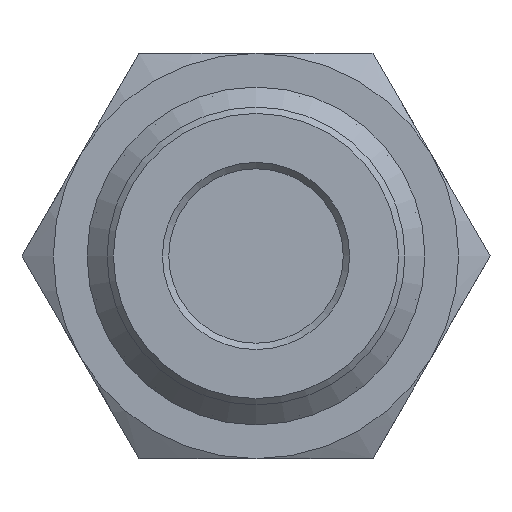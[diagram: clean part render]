
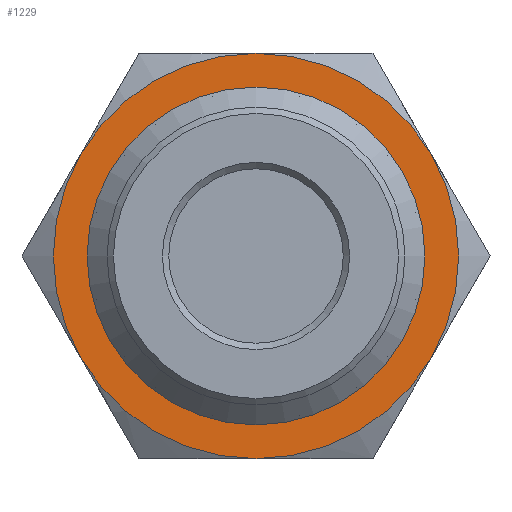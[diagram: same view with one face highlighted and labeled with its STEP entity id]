
A CAD part, left-side view. The second image highlights one B-rep face of the part: STEP entity #1229.
In plain terms, the highlighted face is planar.
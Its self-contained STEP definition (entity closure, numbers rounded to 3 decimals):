
#1133=CARTESIAN_POINT('',(5.,0.,7.775));
#1134=VERTEX_POINT('',#1133);
#1135=CARTESIAN_POINT('',(5.,0.,0.0));
#1136=DIRECTION('',(1.0,0.0,0.0));
#1137=DIRECTION('',(0.0,0.0,-1.0));
#1138=AXIS2_PLACEMENT_3D('',#1135,#1136,#1137);
#1139=CIRCLE('',#1138,7.775);
#1140=EDGE_CURVE('',#1134,#1134,#1139,.T.);
#1165=CARTESIAN_POINT('',(5.,4.763,0.0));
#1166=DIRECTION('',(1.0,0.0,0.0));
#1167=DIRECTION('',(0.0,0.0,-1.0));
#1168=AXIS2_PLACEMENT_3D('',#1165,#1166,#1167);
#1169=PLANE('',#1168);
#1170=CARTESIAN_POINT('',(5.,8.249,4.762));
#1171=VERTEX_POINT('',#1170);
#1172=CARTESIAN_POINT('',(5.,0.,9.525));
#1173=VERTEX_POINT('',#1172);
#1174=CARTESIAN_POINT('',(5.,0.0,0.0));
#1175=DIRECTION('',(1.0,0.0,0.0));
#1176=DIRECTION('',(0.0,1.0,0.0));
#1177=AXIS2_PLACEMENT_3D('',#1174,#1175,#1176);
#1178=CIRCLE('',#1177,9.525);
#1179=EDGE_CURVE('',#1171,#1173,#1178,.T.);
#1180=ORIENTED_EDGE('',*,*,#1179,.T.);
#1181=CARTESIAN_POINT('',(5.,-8.249,4.763));
#1182=VERTEX_POINT('',#1181);
#1183=CARTESIAN_POINT('',(5.,0.0,0.0));
#1184=DIRECTION('',(1.0,0.0,0.0));
#1185=DIRECTION('',(0.0,1.0,0.0));
#1186=AXIS2_PLACEMENT_3D('',#1183,#1184,#1185);
#1187=CIRCLE('',#1186,9.525);
#1188=EDGE_CURVE('',#1173,#1182,#1187,.T.);
#1189=ORIENTED_EDGE('',*,*,#1188,.T.);
#1190=CARTESIAN_POINT('',(5.,-8.249,-4.762));
#1191=VERTEX_POINT('',#1190);
#1192=CARTESIAN_POINT('',(5.,0.0,0.0));
#1193=DIRECTION('',(1.0,0.0,0.0));
#1194=DIRECTION('',(0.0,1.0,0.0));
#1195=AXIS2_PLACEMENT_3D('',#1192,#1193,#1194);
#1196=CIRCLE('',#1195,9.525);
#1197=EDGE_CURVE('',#1182,#1191,#1196,.T.);
#1198=ORIENTED_EDGE('',*,*,#1197,.T.);
#1199=CARTESIAN_POINT('',(5.,0.,-9.525));
#1200=VERTEX_POINT('',#1199);
#1201=CARTESIAN_POINT('',(5.,0.0,0.0));
#1202=DIRECTION('',(1.0,0.0,0.0));
#1203=DIRECTION('',(0.0,1.0,0.0));
#1204=AXIS2_PLACEMENT_3D('',#1201,#1202,#1203);
#1205=CIRCLE('',#1204,9.525);
#1206=EDGE_CURVE('',#1191,#1200,#1205,.T.);
#1207=ORIENTED_EDGE('',*,*,#1206,.T.);
#1208=CARTESIAN_POINT('',(5.,8.249,-4.763));
#1209=VERTEX_POINT('',#1208);
#1210=CARTESIAN_POINT('',(5.,0.0,0.0));
#1211=DIRECTION('',(1.0,0.0,0.0));
#1212=DIRECTION('',(0.0,1.0,0.0));
#1213=AXIS2_PLACEMENT_3D('',#1210,#1211,#1212);
#1214=CIRCLE('',#1213,9.525);
#1215=EDGE_CURVE('',#1200,#1209,#1214,.T.);
#1216=ORIENTED_EDGE('',*,*,#1215,.T.);
#1217=CARTESIAN_POINT('',(5.,0.0,0.0));
#1218=DIRECTION('',(1.0,0.0,0.0));
#1219=DIRECTION('',(0.0,1.0,0.0));
#1220=AXIS2_PLACEMENT_3D('',#1217,#1218,#1219);
#1221=CIRCLE('',#1220,9.525);
#1222=EDGE_CURVE('',#1209,#1171,#1221,.T.);
#1223=ORIENTED_EDGE('',*,*,#1222,.T.);
#1224=EDGE_LOOP('',(#1180,#1189,#1198,#1207,#1216,#1223));
#1225=FACE_OUTER_BOUND('',#1224,.T.);
#1226=ORIENTED_EDGE('',*,*,#1140,.F.);
#1227=EDGE_LOOP('',(#1226));
#1228=FACE_BOUND('',#1227,.T.);
#1229=ADVANCED_FACE('',(#1225,#1228),#1169,.T.);
